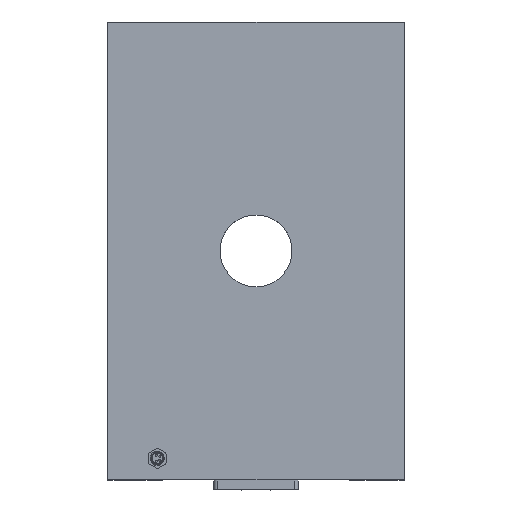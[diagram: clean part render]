
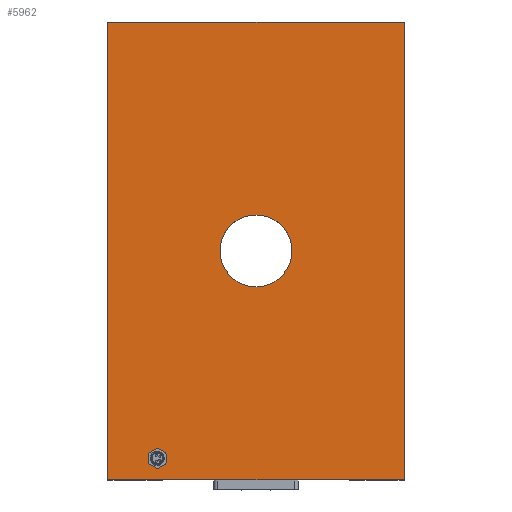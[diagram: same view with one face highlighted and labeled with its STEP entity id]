
A CAD part, top view. The second image highlights one B-rep face of the part: STEP entity #5962.
In plain terms, the highlighted face is planar.
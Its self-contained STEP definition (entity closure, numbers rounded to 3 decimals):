
#2682=VECTOR('',#4410,1.);
#2700=VECTOR('',#4450,1.);
#2702=VECTOR('',#4462,1.);
#2703=VECTOR('',#4463,1.);
#2804=LINE('',#5062,#2682);
#2822=LINE('',#5108,#2700);
#2824=LINE('',#5120,#2702);
#2825=LINE('',#5121,#2703);
#2967=ORIENTED_EDGE('',*,*,#3752,.F.);
#2968=ORIENTED_EDGE('',*,*,#3753,.F.);
#2969=ORIENTED_EDGE('',*,*,#3746,.T.);
#2970=ORIENTED_EDGE('',*,*,#3723,.F.);
#2971=ORIENTED_EDGE('',*,*,#3754,.F.);
#3413=CIRCLE('',#5652,20.);
#3525=VERTEX_POINT('',#5059);
#3526=VERTEX_POINT('',#5061);
#3543=VERTEX_POINT('',#5107);
#3548=VERTEX_POINT('',#5119);
#3549=VERTEX_POINT('',#5122);
#3723=EDGE_CURVE('',#3525,#3526,#2804,.T.);
#3746=EDGE_CURVE('',#3543,#3526,#2822,.T.);
#3752=EDGE_CURVE('',#3548,#3525,#2824,.T.);
#3753=EDGE_CURVE('',#3543,#3548,#2825,.T.);
#3754=EDGE_CURVE('',#3549,#3549,#3413,.T.);
#3972=EDGE_LOOP('',(#2967,#2968,#2969,#2970));
#3973=EDGE_LOOP('',(#2971));
#4188=FACE_BOUND('',#3972,.T.);
#4189=FACE_BOUND('',#3973,.T.);
#4410=DIRECTION('',(-165.,0.,0.));
#4450=DIRECTION('',(0.,0.,255.));
#4460=DIRECTION('',(0.,1.,0.));
#4461=DIRECTION('',(1.,0.,0.));
#4462=DIRECTION('',(0.,0.,255.));
#4463=DIRECTION('',(165.,0.,0.));
#4464=DIRECTION('',(0.,1.,0.));
#4465=DIRECTION('',(0.,0.,-20.));
#5059=CARTESIAN_POINT('',(-63.342,112.104,255.));
#5061=CARTESIAN_POINT('',(-228.342,112.104,255.));
#5062=CARTESIAN_POINT('',(-63.342,112.104,255.));
#5107=CARTESIAN_POINT('',(-228.342,112.104,0.));
#5108=CARTESIAN_POINT('',(-228.342,112.104,0.));
#5118=CARTESIAN_POINT('',(-63.342,112.104,0.));
#5119=CARTESIAN_POINT('',(-63.342,112.104,0.));
#5120=CARTESIAN_POINT('',(-63.342,112.104,0.));
#5121=CARTESIAN_POINT('',(-228.342,112.104,0.));
#5122=CARTESIAN_POINT('',(-145.842,112.104,107.5));
#5123=CARTESIAN_POINT('',(-145.842,112.104,127.5));
#5651=AXIS2_PLACEMENT_3D('',#5118,#4460,#4461);
#5652=AXIS2_PLACEMENT_3D('',#5123,#4464,#4465);
#5902=PLANE('',#5651);
#5962=ADVANCED_FACE('',(#4188,#4189),#5902,.T.);
